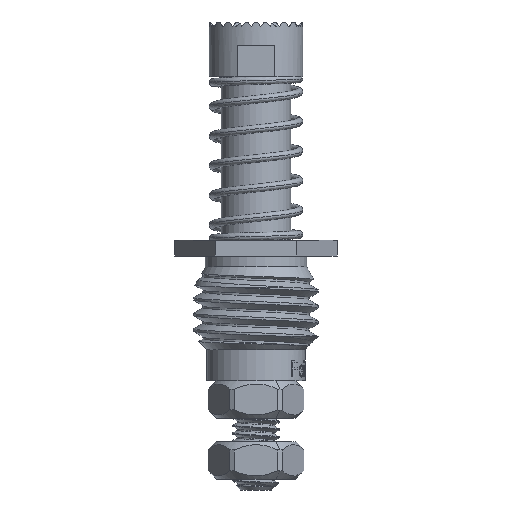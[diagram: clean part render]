
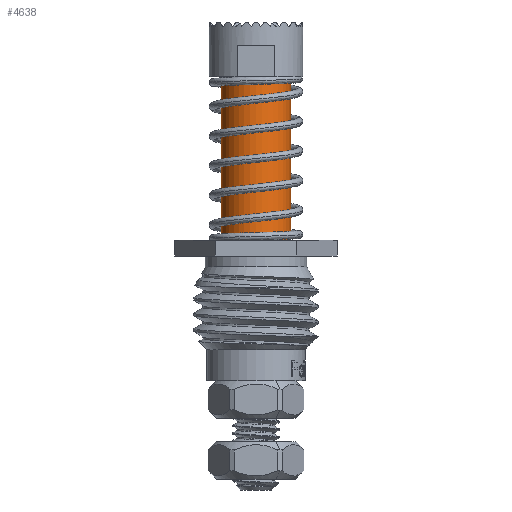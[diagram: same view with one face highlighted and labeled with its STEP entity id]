
A CAD part, front view. The second image highlights one B-rep face of the part: STEP entity #4638.
In plain terms, the highlighted cylindrical face has radius 2.225 mm (diameter 4.45 mm), a partial arc.
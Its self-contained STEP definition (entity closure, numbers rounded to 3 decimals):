
#3853 = ORIENTED_EDGE ( 'NONE', *, *, #26530, .F. ) ;
#3854 = ORIENTED_EDGE ( 'NONE', *, *, #28696, .T. ) ;
#3855 = ORIENTED_EDGE ( 'NONE', *, *, #26532, .T. ) ;
#3856 = ORIENTED_EDGE ( 'NONE', *, *, #26118, .T. ) ;
#4638 = ADVANCED_FACE ( 'NONE', ( #28347 ), #28351, .T. ) ;
#5098 = VERTEX_POINT ( 'NONE', #8341 ) ;
#5108 = VERTEX_POINT ( 'NONE', #8351 ) ;
#5109 = VERTEX_POINT ( 'NONE', #8352 ) ;
#5110 = VERTEX_POINT ( 'NONE', #8353 ) ;
#5599 = DIRECTION ( 'NONE',  ( 0., 0., 1. ) ) ;
#5610 = CARTESIAN_POINT ( 'NONE',  ( -2.225, 0., 14. ) ) ;
#5611 = CARTESIAN_POINT ( 'NONE',  ( 2.225, 0., 14. ) ) ;
#5612 = DIRECTION ( 'NONE',  ( 0., 0., 1. ) ) ;
#6550 = LINE ( 'NONE', #5610, #6557 ) ;
#6557 = VECTOR ( 'NONE', #5612, 1000. ) ;
#6558 = LINE ( 'NONE', #5611, #6560 ) ;
#6560 = VECTOR ( 'NONE', #5599, 1000. ) ;
#6740 = CIRCLE ( 'NONE', #9453, 2.225 ) ;
#7339 = CARTESIAN_POINT ( 'NONE',  ( 0., 0., 0. ) ) ;
#7340 = DIRECTION ( 'NONE',  ( 0., 0., 1. ) ) ;
#7341 = DIRECTION ( 'NONE',  ( -1., 0., 0. ) ) ;
#8341 = CARTESIAN_POINT ( 'NONE',  ( 2.225, 0., 0. ) ) ;
#8351 = CARTESIAN_POINT ( 'NONE',  ( -2.225, 0., 0. ) ) ;
#8352 = CARTESIAN_POINT ( 'NONE',  ( 2.225, 0., 10.3 ) ) ;
#8353 = CARTESIAN_POINT ( 'NONE',  ( -2.225, 0., 10.3 ) ) ;
#9453 = AXIS2_PLACEMENT_3D ( 'NONE', #7339, #7340, #7341 ) ;
#10216 = AXIS2_PLACEMENT_3D ( 'NONE', #10479, #10478, #10471 ) ;
#10471 = DIRECTION ( 'NONE',  ( 1., 0., 0. ) ) ;
#10478 = DIRECTION ( 'NONE',  ( 0., 0., 1. ) ) ;
#10479 = CARTESIAN_POINT ( 'NONE',  ( 0., 0., 14. ) ) ;
#18409 = EDGE_LOOP ( 'NONE', ( #3853, #3854, #3855, #3856 ) ) ;
#23529 = CIRCLE ( 'NONE', #23917, 2.225 ) ;
#23917 = AXIS2_PLACEMENT_3D ( 'NONE', #24673, #24674, #24675 ) ;
#24673 = CARTESIAN_POINT ( 'NONE',  ( 0., 0., 10.3 ) ) ;
#24674 = DIRECTION ( 'NONE',  ( 0., 0., -1. ) ) ;
#24675 = DIRECTION ( 'NONE',  ( 1., 0., 0. ) ) ;
#26118 = EDGE_CURVE ( 'NONE', #5109, #5110, #23529, .T. ) ;
#26530 = EDGE_CURVE ( 'NONE', #5108, #5110, #6550, .T. ) ;
#26532 = EDGE_CURVE ( 'NONE', #5098, #5109, #6558, .T. ) ;
#28347 = FACE_OUTER_BOUND ( 'NONE', #18409, .T. ) ;
#28351 = CYLINDRICAL_SURFACE ( 'NONE', #10216, 2.225 ) ;
#28696 = EDGE_CURVE ( 'NONE', #5108, #5098, #6740, .T. ) ;
